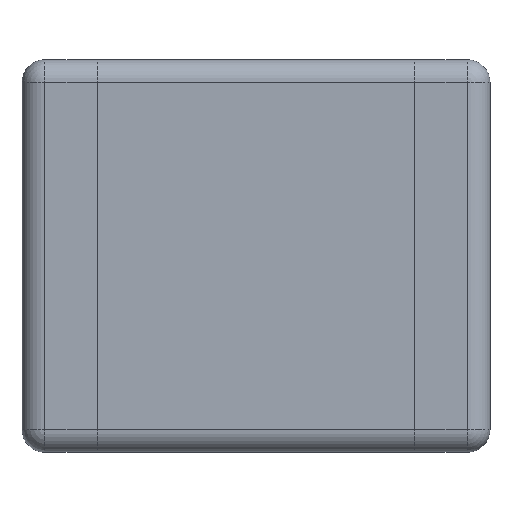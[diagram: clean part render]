
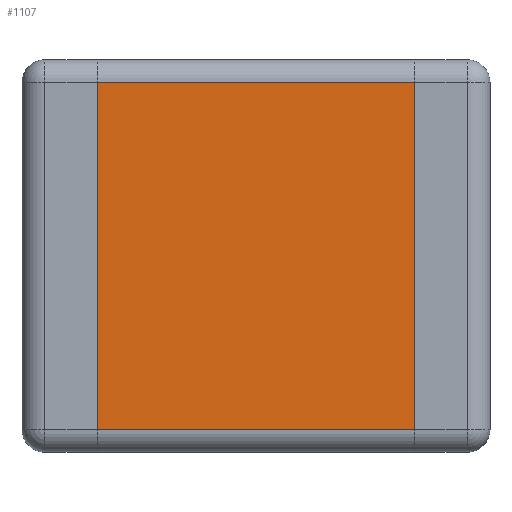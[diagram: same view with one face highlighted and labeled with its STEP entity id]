
A CAD part, front view. The second image highlights one B-rep face of the part: STEP entity #1107.
In plain terms, the highlighted planar face has unit normal (0, -1, 0).
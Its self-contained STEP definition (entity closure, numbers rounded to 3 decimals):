
#54 = VECTOR ( 'NONE', #3883, 1000. ) ;
#155 = DIRECTION ( 'NONE',  ( 1., 0., 0. ) ) ;
#379 = EDGE_CURVE ( 'NONE', #1005, #2803, #2565, .T. ) ;
#566 = EDGE_LOOP ( 'NONE', ( #3055, #3679, #4065, #2693 ) ) ;
#577 = CARTESIAN_POINT ( 'NONE',  ( 1.05, 0., -1.15 ) ) ;
#599 = VECTOR ( 'NONE', #3728, 1000. ) ;
#605 = PLANE ( 'NONE',  #1499 ) ;
#629 = EDGE_CURVE ( 'NONE', #2078, #1005, #2970, .T. ) ;
#731 = VERTEX_POINT ( 'NONE', #577 ) ;
#887 = CARTESIAN_POINT ( 'NONE',  ( -1.05, 0., -1.15 ) ) ;
#1005 = VERTEX_POINT ( 'NONE', #3032 ) ;
#1045 = FACE_OUTER_BOUND ( 'NONE', #566, .T. ) ;
#1107 = ADVANCED_FACE ( 'NONE', ( #1045 ), #605, .F. ) ;
#1167 = CARTESIAN_POINT ( 'NONE',  ( -1.55, 0., 1.15 ) ) ;
#1499 = AXIS2_PLACEMENT_3D ( 'NONE', #4346, #3946, #2427 ) ;
#1632 = VECTOR ( 'NONE', #155, 1000. ) ;
#1968 = CARTESIAN_POINT ( 'NONE',  ( -1.55, 0., -1.15 ) ) ;
#1989 = VECTOR ( 'NONE', #2636, 1000. ) ;
#2078 = VERTEX_POINT ( 'NONE', #3885 ) ;
#2427 = DIRECTION ( 'NONE',  ( 0., 0., 1. ) ) ;
#2565 = LINE ( 'NONE', #4376, #599 ) ;
#2620 = LINE ( 'NONE', #1968, #1632 ) ;
#2636 = DIRECTION ( 'NONE',  ( -1., 0., 0. ) ) ;
#2693 = ORIENTED_EDGE ( 'NONE', *, *, #4135, .T. ) ;
#2739 = EDGE_CURVE ( 'NONE', #2803, #731, #2620, .T. ) ;
#2803 = VERTEX_POINT ( 'NONE', #887 ) ;
#2970 = LINE ( 'NONE', #1167, #1989 ) ;
#3032 = CARTESIAN_POINT ( 'NONE',  ( -1.05, 0., 1.15 ) ) ;
#3055 = ORIENTED_EDGE ( 'NONE', *, *, #629, .T. ) ;
#3538 = CARTESIAN_POINT ( 'NONE',  ( 1.05, 0., 1.3 ) ) ;
#3679 = ORIENTED_EDGE ( 'NONE', *, *, #379, .T. ) ;
#3728 = DIRECTION ( 'NONE',  ( 0., 0., -1. ) ) ;
#3883 = DIRECTION ( 'NONE',  ( 0., 0., 1. ) ) ;
#3885 = CARTESIAN_POINT ( 'NONE',  ( 1.05, 0., 1.15 ) ) ;
#3902 = LINE ( 'NONE', #3538, #54 ) ;
#3946 = DIRECTION ( 'NONE',  ( 0., 1., 0. ) ) ;
#4065 = ORIENTED_EDGE ( 'NONE', *, *, #2739, .T. ) ;
#4135 = EDGE_CURVE ( 'NONE', #731, #2078, #3902, .T. ) ;
#4346 = CARTESIAN_POINT ( 'NONE',  ( -1.55, 0., 1.3 ) ) ;
#4376 = CARTESIAN_POINT ( 'NONE',  ( -1.05, 0., 1.3 ) ) ;
